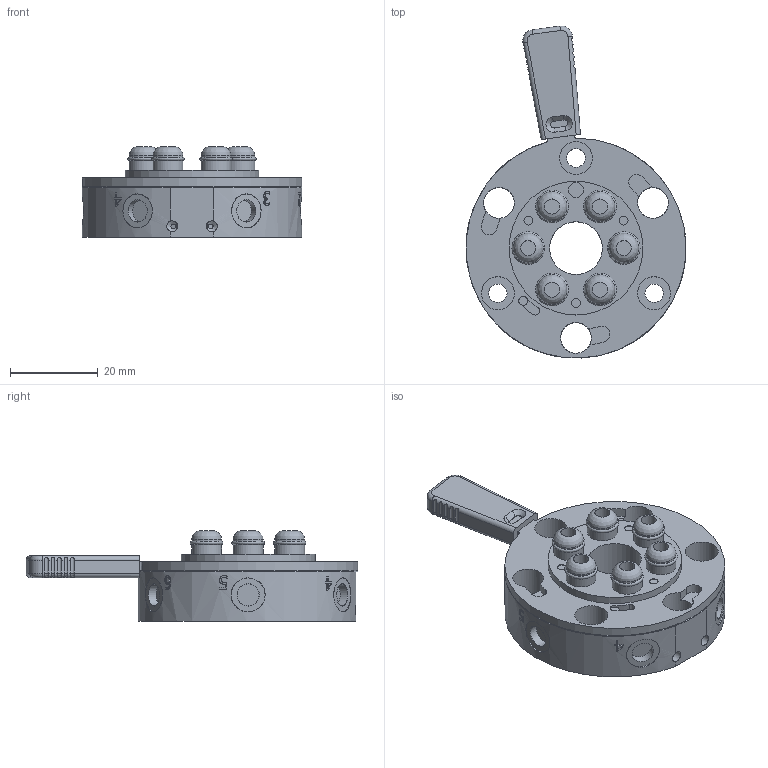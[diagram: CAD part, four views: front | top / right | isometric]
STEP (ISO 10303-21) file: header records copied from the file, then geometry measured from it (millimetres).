
FILE_DESCRIPTION(/* description */ ('SR50-A-SL'),/* implementation_level */ '2;1');
FILE_NAME(/* name */ '0802489.ipt_.step',/* time_stamp */ '2023-10-11T10:43:04+02:00',/* author */ (''),/* organization */ (''),/* preprocessor_version */ 'ST-DEVELOPER v18.1',/* originating_system */ 'Autodesk Inventor 2020',/* authorisation */ '');
FILE_SCHEMA (('AUTOMOTIVE_DESIGN { 1 0 10303 214 3 1 1 }'));
Length unit declared in the file: millimetre
Products named in the file (1): 0802489
Bounding box: 50 x 75.46 x 20.6 mm (x, y, z)
Volume: 24566.2 mm3; surface area: 10499.5 mm2
Topology: 1 solids, 1 shells, 388 faces, 1045 edges, 718 vertices
Faces by surface type: plane 152, cylinder 125, bspline 71, cone 20, torus 20
Full cylindrical faces by diameter (mm): 2 x3, 2.5 x2, 3.432 x6, 3.5 x1, 4.2 x3, 5 x6, 5.5 x3, 6 x3, 6.8 x12, 7 x3, 7.5 x3, 12 x1, 14 x1, 30.4 x1
Entity records: 31128 total; most frequent: CARTESIAN_POINT 21490, ORIENTED_EDGE 2090, DIRECTION 1860, EDGE_CURVE 1045, AXIS2_PLACEMENT_3D 723, VERTEX_POINT 718, EDGE_LOOP 465, LINE 414
